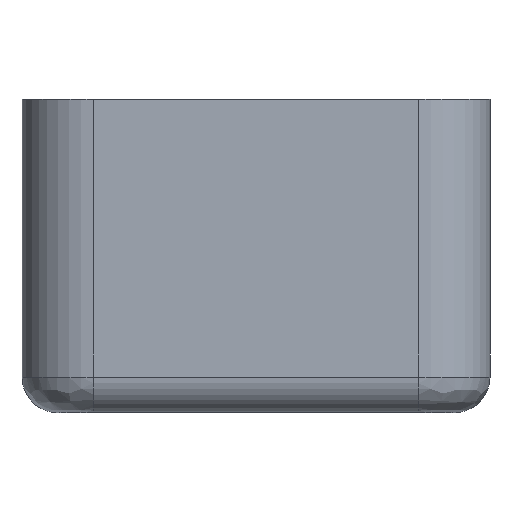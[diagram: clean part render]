
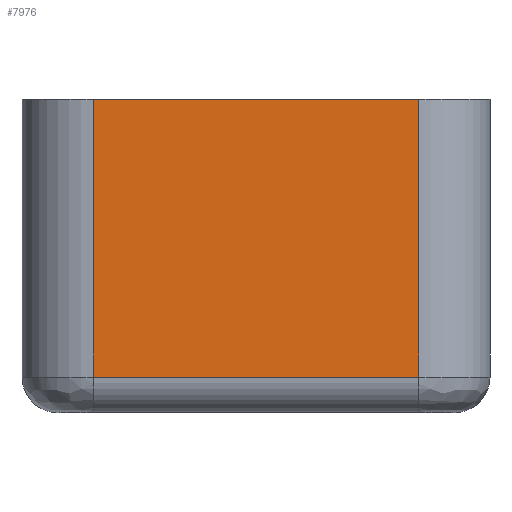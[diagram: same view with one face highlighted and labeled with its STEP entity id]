
A CAD part, left-side view. The second image highlights one B-rep face of the part: STEP entity #7976.
In plain terms, the highlighted planar face has unit normal (-1, 0, 0).
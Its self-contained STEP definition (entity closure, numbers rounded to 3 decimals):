
#1361=FACE_OUTER_BOUND('',#1815,.T.);
#1815=EDGE_LOOP('',(#7414,#7415,#7416,#7417));
#2378=LINE('',#16072,#2986);
#2421=LINE('',#16256,#3029);
#2422=LINE('',#16259,#3030);
#2423=LINE('',#16261,#3031);
#2986=VECTOR('',#9036,10.);
#3029=VECTOR('',#9205,10.);
#3030=VECTOR('',#9210,10.);
#3031=VECTOR('',#9213,10.);
#3780=VERTEX_POINT('',#16069);
#3781=VERTEX_POINT('',#16071);
#3821=VERTEX_POINT('',#16212);
#3822=VERTEX_POINT('',#16224);
#4941=EDGE_CURVE('',#3781,#3780,#2378,.T.);
#5019=EDGE_CURVE('',#3822,#3780,#2421,.T.);
#5020=EDGE_CURVE('',#3821,#3822,#2422,.T.);
#5021=EDGE_CURVE('',#3781,#3821,#2423,.T.);
#7414=ORIENTED_EDGE('',*,*,#4941,.T.);
#7415=ORIENTED_EDGE('',*,*,#5019,.F.);
#7416=ORIENTED_EDGE('',*,*,#5020,.F.);
#7417=ORIENTED_EDGE('',*,*,#5021,.F.);
#7547=PLANE('',#8196);
#7976=ADVANCED_FACE('',(#1361),#7547,.T.);
#8196=AXIS2_PLACEMENT_3D('',#16264,#9218,#9219);
#9036=DIRECTION('',(0.,1.,0.));
#9205=DIRECTION('',(0.,0.,1.));
#9210=DIRECTION('',(0.,1.,0.));
#9213=DIRECTION('',(0.,0.,-1.));
#9218=DIRECTION('center_axis',(-1.,0.,0.));
#9219=DIRECTION('ref_axis',(0.,1.,0.));
#16069=CARTESIAN_POINT('',(-60.8,27.86,22.));
#16071=CARTESIAN_POINT('',(-60.8,5.,22.));
#16072=CARTESIAN_POINT('',(-60.8,8.215,22.));
#16212=CARTESIAN_POINT('',(-60.8,5.,2.5));
#16224=CARTESIAN_POINT('',(-60.8,27.86,2.5));
#16256=CARTESIAN_POINT('',(-60.8,27.86,42.));
#16259=CARTESIAN_POINT('',(-60.8,8.215,2.5));
#16261=CARTESIAN_POINT('',(-60.8,5.,42.));
#16264=CARTESIAN_POINT('Origin',(-60.8,0.,42.));
